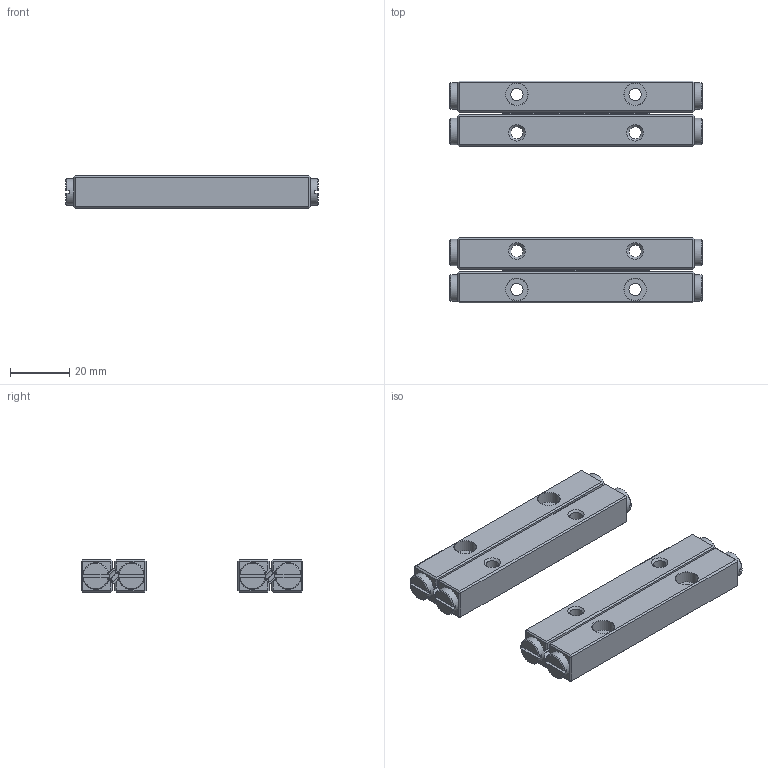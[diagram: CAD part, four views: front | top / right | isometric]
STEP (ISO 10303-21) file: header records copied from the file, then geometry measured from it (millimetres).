
FILE_DESCRIPTION(/* description */ (''),/* implementation_level */ '2;1');
FILE_NAME(/* name */ 'Set RSDE-4080x11KRE_stp_stp_stp_stp.stp',/* time_stamp */ '2025-06-03T12:01:57+02:00',/* author */ (''),/* organization */ (''),/* preprocessor_version */ 'ST-DEVELOPER v20',/* originating_system */ 'SIEMENS PLM Software NX2406.5001',/* authorisation */ '');
FILE_SCHEMA (('AUTOMOTIVE_DESIGN { 1 0 10303 214 3 1 1 1 }'));
Length unit declared in the file: millimetre
Products named in the file (6): 019789_A_3-Roller diam.4x3; 027837_A_3-Body Cage R4x11KRE Mid; 011460_A_2-Endscrew GA 4; 006524_B_5-Rail RSDE-4080; 028210_A_4-Roller Cage R4x11KRE Assy; 050014_A_2-Set RSDE-4080x11KRE
Assembly tree (27 placements, depth 3):
  050014_A_2-Set RSDE-4080x11KRE
    006524_B_5-Rail RSDE-4080  x4
    028210_A_4-Roller Cage R4x11KRE Assy  x2
      027837_A_3-Body Cage R4x11KRE Mid
      019789_A_3-Roller diam.4x3
    011460_A_2-Endscrew GA 4  x8
Bounding box: 85.4 x 75 x 11 mm (x, y, z)
Volume: 34996.7 mm3; surface area: 22719.7 mm2
Topology: 38 solids, 38 shells, 1194 faces, 3156 edges, 2042 vertices
Faces by surface type: cylinder 466, plane 452, torus 176, cone 100
Full cylindrical faces by diameter (mm): 0.5 x96, 2 x24, 2.6 x8, 3 x8, 3.2 x8, 4 x22, 4.2 x8, 7.5 x8, 9 x8
Entity records: 10078 total; most frequent: CARTESIAN_POINT 1699, DIRECTION 1544, ORIENTED_EDGE 1308, EDGE_CURVE 654, AXIS2_PLACEMENT_3D 626, VERTEX_POINT 452, EDGE_LOOP 366, CIRCLE 322
